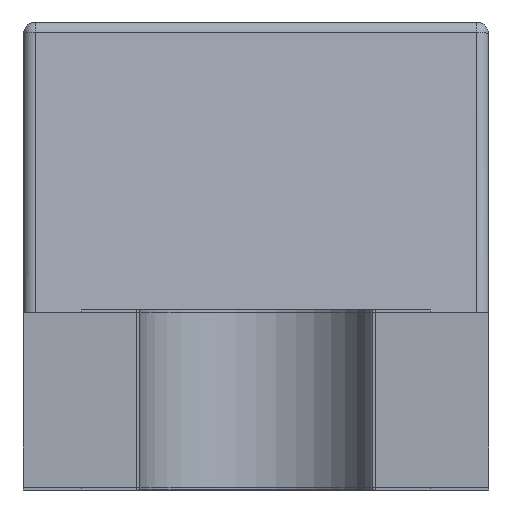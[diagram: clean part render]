
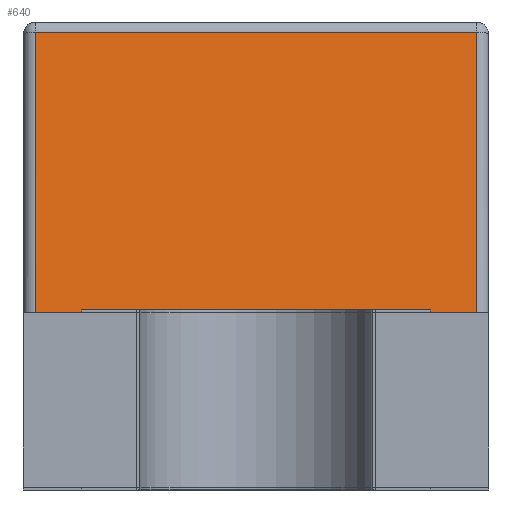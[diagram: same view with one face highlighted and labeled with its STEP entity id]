
A CAD part, left-side view. The second image highlights one B-rep face of the part: STEP entity #640.
In plain terms, the highlighted planar face has unit normal (-0.995, 0, 0.1).
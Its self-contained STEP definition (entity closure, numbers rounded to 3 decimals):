
#230=CARTESIAN_POINT('',(-0.452,-0.38,0.787));
#231=VERTEX_POINT('',#230);
#265=CARTESIAN_POINT('',(-0.452,0.38,0.787));
#266=VERTEX_POINT('',#265);
#501=CARTESIAN_POINT('',(-0.452,0.38,0.787));
#502=DIRECTION('',(0.0,-1.0,0.0));
#503=VECTOR('',#502,0.76);
#504=LINE('',#501,#503);
#505=EDGE_CURVE('',#266,#231,#504,.T.);
#524=CARTESIAN_POINT('',(-0.5,0.38,0.305));
#525=VERTEX_POINT('',#524);
#533=CARTESIAN_POINT('',(-0.5,0.38,0.305));
#534=DIRECTION('',(0.1,0.0,0.995));
#535=VECTOR('',#534,0.484);
#536=LINE('',#533,#535);
#537=EDGE_CURVE('',#525,#266,#536,.T.);
#554=CARTESIAN_POINT('',(-0.5,-0.38,0.305));
#555=VERTEX_POINT('',#554);
#572=CARTESIAN_POINT('',(-0.452,-0.38,0.787));
#573=DIRECTION('',(-0.1,0.0,-0.995));
#574=VECTOR('',#573,0.484);
#575=LINE('',#572,#574);
#576=EDGE_CURVE('',#231,#555,#575,.T.);
#606=CARTESIAN_POINT('',(-0.5,-0.38,0.305));
#607=DIRECTION('',(0.0,1.0,0.0));
#608=VECTOR('',#607,0.76);
#609=LINE('',#606,#608);
#610=EDGE_CURVE('',#555,#525,#609,.T.);
#629=CARTESIAN_POINT('',(-0.475,0.0,0.555));
#630=DIRECTION('',(-0.995,0.0,0.1));
#631=DIRECTION('',(0.1,0.0,0.995));
#632=AXIS2_PLACEMENT_3D('',#629,#630,#631);
#633=PLANE('',#632);
#634=ORIENTED_EDGE('',*,*,#576,.F.);
#635=ORIENTED_EDGE('',*,*,#505,.F.);
#636=ORIENTED_EDGE('',*,*,#537,.F.);
#637=ORIENTED_EDGE('',*,*,#610,.F.);
#638=EDGE_LOOP('',(#634,#635,#636,#637));
#639=FACE_OUTER_BOUND('',#638,.T.);
#640=ADVANCED_FACE('',(#639),#633,.T.);
